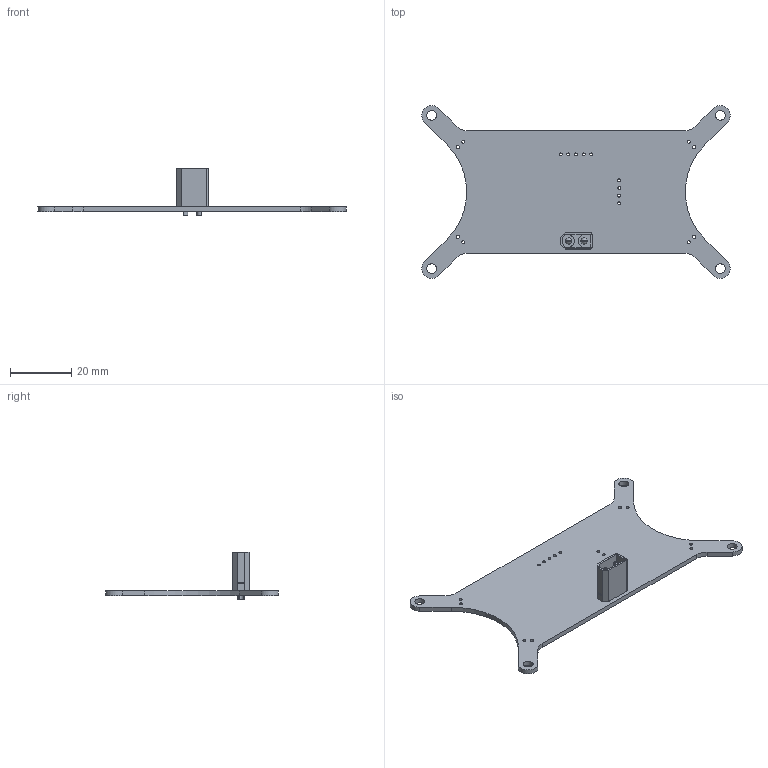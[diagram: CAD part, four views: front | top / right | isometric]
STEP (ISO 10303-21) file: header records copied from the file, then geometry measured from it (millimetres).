
FILE_DESCRIPTION(('KiCad electronic assembly'),'2;1');
FILE_NAME('MD-20240410.step','2024-07-20T23:22:53',('Pcbnew'),('Kicad'), 'Open CASCADE STEP processor 7.7','KiCad to STEP converter','Unknown' );
FILE_SCHEMA(('AUTOMOTIVE_DESIGN { 1 0 10303 214 1 1 1 1 }'));
Length unit declared in the file: millimetre
Products named in the file (4): MD-20240410 1; XT30-F; XT30-F Top v4; MD-20240410_PCB
Assembly tree (3 placements, depth 3):
  MD-20240410 1
    XT30-F
      XT30-F Top v4
    MD-20240410_PCB
Bounding box: 100.52 x 56.38 x 15.5 mm (x, y, z)
Volume: 5621.8 mm3; surface area: 8348 mm2
Topology: 2 solids, 2 shells, 213 faces, 547 edges, 324 vertices
Faces by surface type: cylinder 111, plane 68, sphere 16, torus 10, bspline 8
Full cylindrical faces by diameter (mm): 0.95 x9, 1 x8, 1.65 x2, 1.8 x2, 2 x4, 3.2 x4
Entity records: 7969 total; most frequent: CARTESIAN_POINT 2612, DIRECTION 1171, ORIENTED_EDGE 1054, EDGE_CURVE 527, AXIS2_PLACEMENT_3D 447, VERTEX_POINT 324, LINE 277, VECTOR 277
